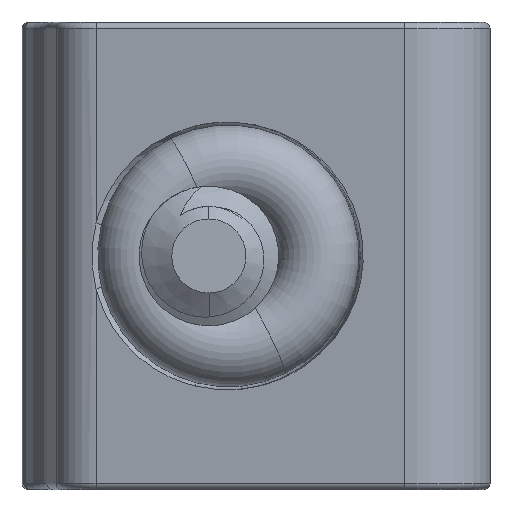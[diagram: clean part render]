
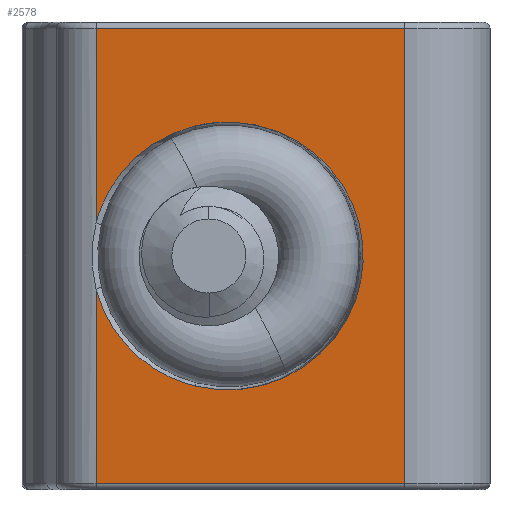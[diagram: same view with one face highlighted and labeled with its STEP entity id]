
A CAD part, front view. The second image highlights one B-rep face of the part: STEP entity #2578.
In plain terms, the highlighted planar face has unit normal (-0.148, -0.989, 0).
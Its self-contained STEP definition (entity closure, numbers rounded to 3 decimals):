
#225 = CARTESIAN_POINT ( 'NONE',  ( 1.752, -4.549, -1.679 ) ) ;
#350 = FACE_OUTER_BOUND ( 'NONE', #5041, .T. ) ;
#383 = VERTEX_POINT ( 'NONE', #2821 ) ;
#398 = LINE ( 'NONE', #1788, #2979 ) ;
#544 = VERTEX_POINT ( 'NONE', #4606 ) ;
#615 = CARTESIAN_POINT ( 'NONE',  ( 1.493, -4.511, -4.635 ) ) ;
#921 = LINE ( 'NONE', #1269, #6233 ) ;
#1037 = LINE ( 'NONE', #6300, #3767 ) ;
#1068 = EDGE_CURVE ( 'NONE', #544, #1126, #2192, .T. ) ;
#1126 = VERTEX_POINT ( 'NONE', #2238 ) ;
#1269 = CARTESIAN_POINT ( 'NONE',  ( 1.493, -4.511, 4.635 ) ) ;
#1354 = CARTESIAN_POINT ( 'NONE',  ( 1.493, -4.511, 4.635 ) ) ;
#1485 = EDGE_CURVE ( 'NONE', #2917, #6174, #1037, .T. ) ;
#1594 = DIRECTION ( 'NONE',  ( 0., 0., -1. ) ) ;
#1709 = EDGE_CURVE ( 'NONE', #4802, #3821, #398, .T. ) ;
#1752 = CARTESIAN_POINT ( 'NONE',  ( 1.493, -4.511, -0.674 ) ) ;
#1776 = DIRECTION ( 'NONE',  ( -0.989, 0.148, 0. ) ) ;
#1788 = CARTESIAN_POINT ( 'NONE',  ( 1.493, -4.511, -4.762 ) ) ;
#1800 = VECTOR ( 'NONE', #5717, 1000. ) ;
#1943 = CARTESIAN_POINT ( 'NONE',  ( 6.939, -5.327, -1.92 ) ) ;
#1979 = LINE ( 'NONE', #3635, #1800 ) ;
#2192 =( BOUNDED_CURVE ( )  B_SPLINE_CURVE ( 3, ( #1752, #225, #2282, #2803 ),
 .UNSPECIFIED., .F., .F. ) 
 B_SPLINE_CURVE_WITH_KNOTS ( ( 4, 4 ),
 ( 0.25, 1.333 ),
 .UNSPECIFIED. ) 
 CURVE ( )  GEOMETRIC_REPRESENTATION_ITEM ( )  RATIONAL_B_SPLINE_CURVE ( ( 1., 0.905, 0.905, 1. ) ) 
 REPRESENTATION_ITEM ( '' )  );
#2238 = CARTESIAN_POINT ( 'NONE',  ( 3.52, -4.814, -2.653 ) ) ;
#2261 = AXIS2_PLACEMENT_3D ( 'NONE', #4398, #5439, #2343 ) ;
#2282 = CARTESIAN_POINT ( 'NONE',  ( 2.499, -4.661, -2.409 ) ) ;
#2343 = DIRECTION ( 'NONE',  ( 0.989, -0.148, 0. ) ) ;
#2455 = ORIENTED_EDGE ( 'NONE', *, *, #5665, .T. ) ;
#2478 = CARTESIAN_POINT ( 'NONE',  ( 6.939, -5.327, 1.92 ) ) ;
#2506 = ORIENTED_EDGE ( 'NONE', *, *, #5449, .T. ) ;
#2578 = ADVANCED_FACE ( 'NONE', ( #350 ), #3882, .T. ) ;
#2720 = CARTESIAN_POINT ( 'NONE',  ( 1.493, -4.511, 0.674 ) ) ;
#2803 = CARTESIAN_POINT ( 'NONE',  ( 3.52, -4.814, -2.653 ) ) ;
#2821 = CARTESIAN_POINT ( 'NONE',  ( 3.52, -4.814, 2.653 ) ) ;
#2917 = VERTEX_POINT ( 'NONE', #615 ) ;
#2979 = VECTOR ( 'NONE', #4377, 1000. ) ;
#3001 = CARTESIAN_POINT ( 'NONE',  ( 3.52, -4.814, 2.653 ) ) ;
#3207 = DIRECTION ( 'NONE',  ( 0.989, -0.148, 0. ) ) ;
#3351 =( BOUNDED_CURVE ( )  B_SPLINE_CURVE ( 3, ( #3992, #6527, #1943, #5577, #2478, #6091, #3001 ),
 .UNSPECIFIED., .F., .F. ) 
 B_SPLINE_CURVE_WITH_KNOTS ( ( 4, 3, 4 ),
 ( 1.333, 3.142, 4.951 ),
 .UNSPECIFIED. ) 
 CURVE ( )  GEOMETRIC_REPRESENTATION_ITEM ( )  RATIONAL_B_SPLINE_CURVE ( ( 1., 0.745, 0.745, 1., 0.745, 0.745, 1. ) ) 
 REPRESENTATION_ITEM ( '' )  );
#3635 = CARTESIAN_POINT ( 'NONE',  ( 7.775, -5.452, -4.762 ) ) ;
#3684 = ORIENTED_EDGE ( 'NONE', *, *, #1485, .T. ) ;
#3686 = ORIENTED_EDGE ( 'NONE', *, *, #5321, .F. ) ;
#3687 = ORIENTED_EDGE ( 'NONE', *, *, #4867, .F. ) ;
#3767 = VECTOR ( 'NONE', #3207, 1000. ) ;
#3821 = VERTEX_POINT ( 'NONE', #4157 ) ;
#3840 = LINE ( 'NONE', #6235, #6417 ) ;
#3882 = PLANE ( 'NONE',  #2261 ) ;
#3992 = CARTESIAN_POINT ( 'NONE',  ( 3.52, -4.814, -2.653 ) ) ;
#4119 = ORIENTED_EDGE ( 'NONE', *, *, #4470, .T. ) ;
#4157 = CARTESIAN_POINT ( 'NONE',  ( 1.493, -4.511, 0.674 ) ) ;
#4377 = DIRECTION ( 'NONE',  ( 0., 0., -1. ) ) ;
#4386 = VERTEX_POINT ( 'NONE', #6163 ) ;
#4398 = CARTESIAN_POINT ( 'NONE',  ( 0.773, -4.403, -4.762 ) ) ;
#4470 = EDGE_CURVE ( 'NONE', #6174, #4386, #1979, .T. ) ;
#4606 = CARTESIAN_POINT ( 'NONE',  ( 1.493, -4.511, -0.674 ) ) ;
#4751 =( BOUNDED_CURVE ( )  B_SPLINE_CURVE ( 3, ( #5294, #5242, #5815, #2720 ),
 .UNSPECIFIED., .F., .F. ) 
 B_SPLINE_CURVE_WITH_KNOTS ( ( 4, 4 ),
 ( 4.951, 6.034 ),
 .UNSPECIFIED. ) 
 CURVE ( )  GEOMETRIC_REPRESENTATION_ITEM ( )  RATIONAL_B_SPLINE_CURVE ( ( 1., 0.905, 0.905, 1. ) ) 
 REPRESENTATION_ITEM ( '' )  );
#4802 = VERTEX_POINT ( 'NONE', #1354 ) ;
#4867 = EDGE_CURVE ( 'NONE', #1126, #383, #3351, .T. ) ;
#5041 = EDGE_LOOP ( 'NONE', ( #6201, #3686, #3687, #5324, #2455, #3684, #4119, #2506 ) ) ;
#5242 = CARTESIAN_POINT ( 'NONE',  ( 2.499, -4.661, 2.409 ) ) ;
#5294 = CARTESIAN_POINT ( 'NONE',  ( 3.52, -4.814, 2.653 ) ) ;
#5321 = EDGE_CURVE ( 'NONE', #383, #3821, #4751, .T. ) ;
#5324 = ORIENTED_EDGE ( 'NONE', *, *, #1068, .F. ) ;
#5439 = DIRECTION ( 'NONE',  ( -0.148, -0.989, 0. ) ) ;
#5449 = EDGE_CURVE ( 'NONE', #4386, #4802, #921, .T. ) ;
#5577 = CARTESIAN_POINT ( 'NONE',  ( 6.939, -5.327, 0. ) ) ;
#5665 = EDGE_CURVE ( 'NONE', #544, #2917, #3840, .T. ) ;
#5717 = DIRECTION ( 'NONE',  ( 0., 0., 1. ) ) ;
#5815 = CARTESIAN_POINT ( 'NONE',  ( 1.752, -4.549, 1.679 ) ) ;
#5936 = CARTESIAN_POINT ( 'NONE',  ( 7.775, -5.452, -4.635 ) ) ;
#6091 = CARTESIAN_POINT ( 'NONE',  ( 5.41, -5.098, 3.106 ) ) ;
#6163 = CARTESIAN_POINT ( 'NONE',  ( 7.775, -5.452, 4.635 ) ) ;
#6174 = VERTEX_POINT ( 'NONE', #5936 ) ;
#6201 = ORIENTED_EDGE ( 'NONE', *, *, #1709, .T. ) ;
#6233 = VECTOR ( 'NONE', #1776, 1000. ) ;
#6235 = CARTESIAN_POINT ( 'NONE',  ( 1.493, -4.511, -4.762 ) ) ;
#6300 = CARTESIAN_POINT ( 'NONE',  ( 0.773, -4.403, -4.635 ) ) ;
#6417 = VECTOR ( 'NONE', #1594, 1000. ) ;
#6527 = CARTESIAN_POINT ( 'NONE',  ( 5.41, -5.098, -3.106 ) ) ;
